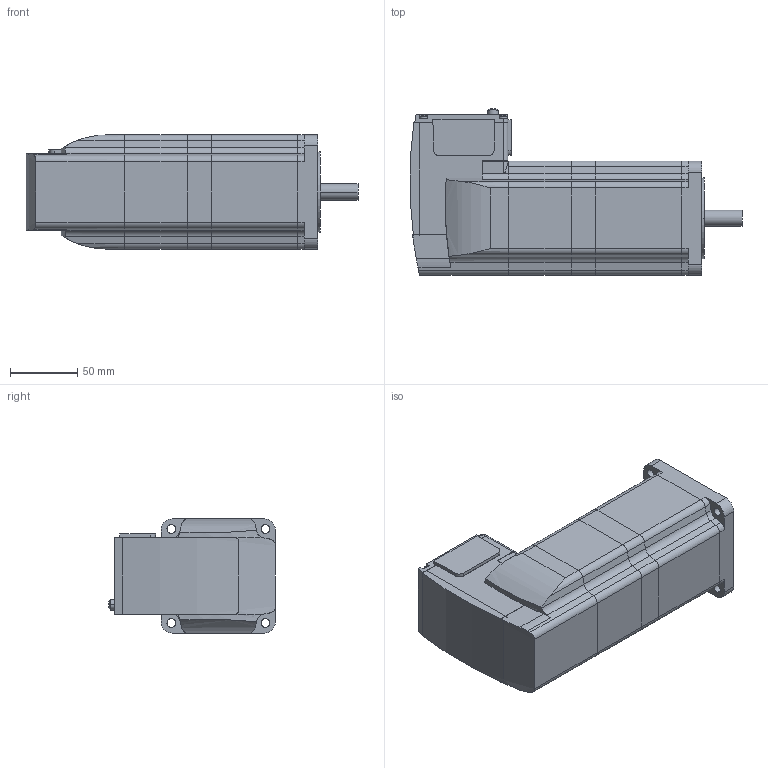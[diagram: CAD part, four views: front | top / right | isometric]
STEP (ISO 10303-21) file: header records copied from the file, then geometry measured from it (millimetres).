
FILE_DESCRIPTION(('STEP AP242'),'1');
FILE_NAME('ils1f852pb1f0.stp','2019-06-07T10:05:58',('TraceParts'),('TraceParts S.A.'),'Spatial InterOp 3D',' ',' ');
FILE_SCHEMA(('AP242_MANAGED_MODEL_BASED_3D_ENGINEERING_MIM_LF {1 0 10303 442 1 1 4}'));
Length unit declared in the file: millimetre
Products named in the file (1): ils1f852pb1f0_1
Bounding box: 247.04 x 124.2 x 85 mm (x, y, z)
Volume: 1462705.1 mm3; surface area: 184628.7 mm2
Topology: 11 solids, 11 shells, 263 faces, 722 edges, 473 vertices
Faces by surface type: plane 137, cylinder 116, torus 10
Entity records: 16715 total; most frequent: CARTESIAN_POINT 1701, DIRECTION 1480, STYLED_ITEM 1459, PRESENTATION_STYLE_ASSIGNMENT 1459, COLOUR_RGB 1459, ORIENTED_EDGE 1424, EDGE_CURVE 712, CURVE_STYLE 712
